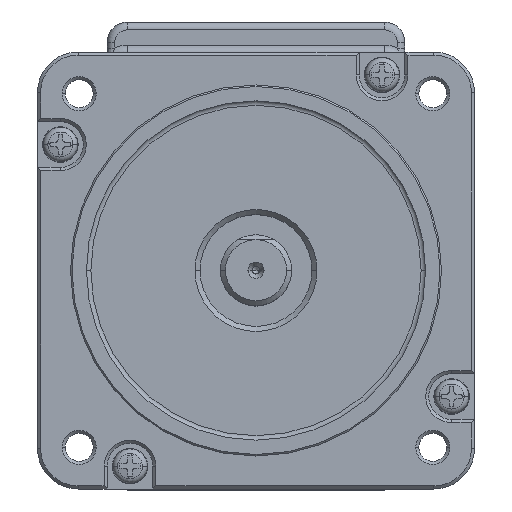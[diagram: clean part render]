
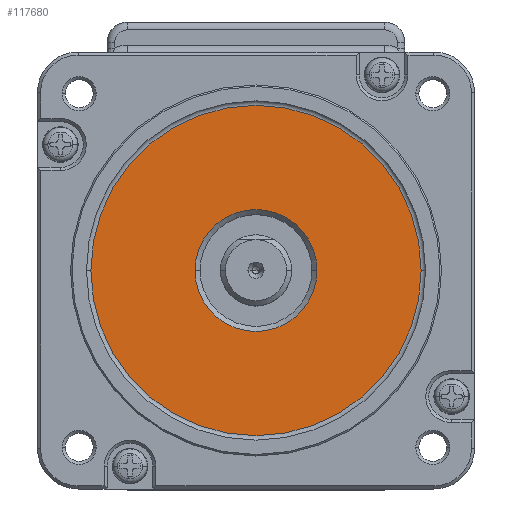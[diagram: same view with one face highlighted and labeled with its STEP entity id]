
A CAD part, top view. The second image highlights one B-rep face of the part: STEP entity #117680.
In plain terms, the highlighted planar face has unit normal (0, 0, 1).
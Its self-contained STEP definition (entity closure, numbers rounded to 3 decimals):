
#103430=CARTESIAN_POINT('',(-32.5,0.,
1.));
#103440=VERTEX_POINT('',#103430);
#103470=CARTESIAN_POINT('',(0.,0.,1.));
#103480=DIRECTION('',(0.,0.,1.));
#103490=DIRECTION('',(1.,0.,-0.));
#103500=AXIS2_PLACEMENT_3D('',#103470,#103480,#103490);
#103510=CIRCLE('',#103500,32.5);
#103520=CARTESIAN_POINT('',(32.5,0.,1.
));
#103530=VERTEX_POINT('',#103520);
#103540=EDGE_CURVE('',#103440,#103530,#103510,.T.);
#117430=CARTESIAN_POINT('',(-32.89,-32.89,1.));
#117440=DIRECTION('',(0.,0.,1.));
#117450=DIRECTION('',(1.,0.,-0.));
#117460=AXIS2_PLACEMENT_3D('',#117430,#117440,#117450);
#117470=PLANE('',#117460);
#117480=EDGE_CURVE('',#103530,#103440,#103510,.T.);
#117490=ORIENTED_EDGE('',*,*,#117480,.T.);
#117500=ORIENTED_EDGE('',*,*,#103540,.T.);
#117510=EDGE_LOOP('',(#117500,#117490));
#117520=FACE_OUTER_BOUND('',#117510,.T.);
#117530=CARTESIAN_POINT('',(0.,0.,
1.));
#117540=DIRECTION('',(-0.,-0.,-1.));
#117550=DIRECTION('',(1.,0.,0.));
#117560=AXIS2_PLACEMENT_3D('',#117530,#117540,#117550);
#117570=CIRCLE('',#117560,12.);
#117580=CARTESIAN_POINT('',(12.,0.,1.));
#117590=VERTEX_POINT('',#117580);
#117600=CARTESIAN_POINT('',(-12.,0.,1.));
#117610=VERTEX_POINT('',#117600);
#117620=EDGE_CURVE('',#117590,#117610,#117570,.T.);
#117630=ORIENTED_EDGE('',*,*,#117620,.T.);
#117640=EDGE_CURVE('',#117610,#117590,#117570,.T.);
#117650=ORIENTED_EDGE('',*,*,#117640,.T.);
#117660=EDGE_LOOP('',(#117650,#117630));
#117670=FACE_BOUND('',#117660,.T.);
#117680=ADVANCED_FACE('',(#117520,#117670),#117470,.T.);
